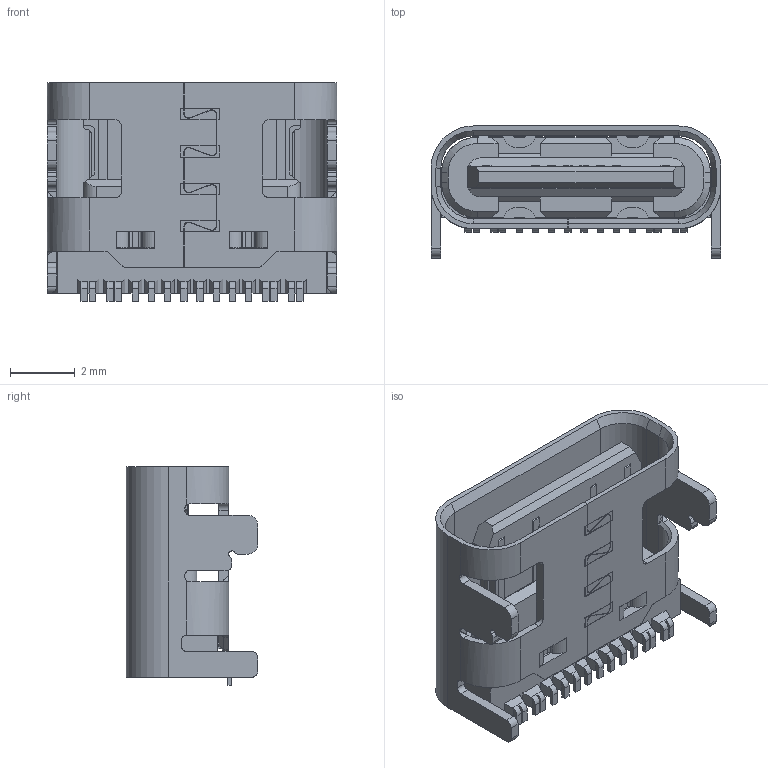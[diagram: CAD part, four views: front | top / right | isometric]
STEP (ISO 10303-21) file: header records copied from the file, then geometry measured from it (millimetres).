
FILE_DESCRIPTION(('CAx-IF Rec.Pracs.---Model Styling and Organization---1.5---2016-08-15','CAx-IF Rec.Pracs.---Geometric and Assembly Validation Properties---4.4---2016-08-17','CAx-IF Rec.Pracs.---User Defined Attributes---1.5---2016-08-15','CAx-IF Rec.Pracs.---External References---2.1---2005-01-19'),'2;1');
FILE_NAME('19872658.step','2024-11-28T13:14:22',('Unspecified'),('Unspecified'),'CAD Exchanger 3.10.2 (cadexchanger.com)','Unspecified','');
FILE_SCHEMA(('AUTOMOTIVE_DESIGN { 1 0 10303 214 1 1 1 1 }'));
Length unit declared in the file: millimetre
Products named in the file (3): USB4215-03-A; USB4215-03-A_PART1; USB4215-03-A_PART2
Assembly tree (2 placements, depth 2):
  USB4215-03-A
    USB4215-03-A_PART1
    USB4215-03-A_PART2
Bounding box: 8.94 x 4.06 x 6.75 mm (x, y, z)
Volume: 94.5 mm3; surface area: 434.8 mm2
Topology: 2 solids, 2 shells, 713 faces, 2021 edges, 1304 vertices
Faces by surface type: plane 541, cylinder 152, cone 20
Entity records: 26008 total; most frequent: CARTESIAN_POINT 4191, ORIENTED_EDGE 4042, DIRECTION 3741, EDGE_CURVE 2021, LINE 1633, VECTOR 1633, VERTEX_POINT 1304, AXIS2_PLACEMENT_3D 1054
